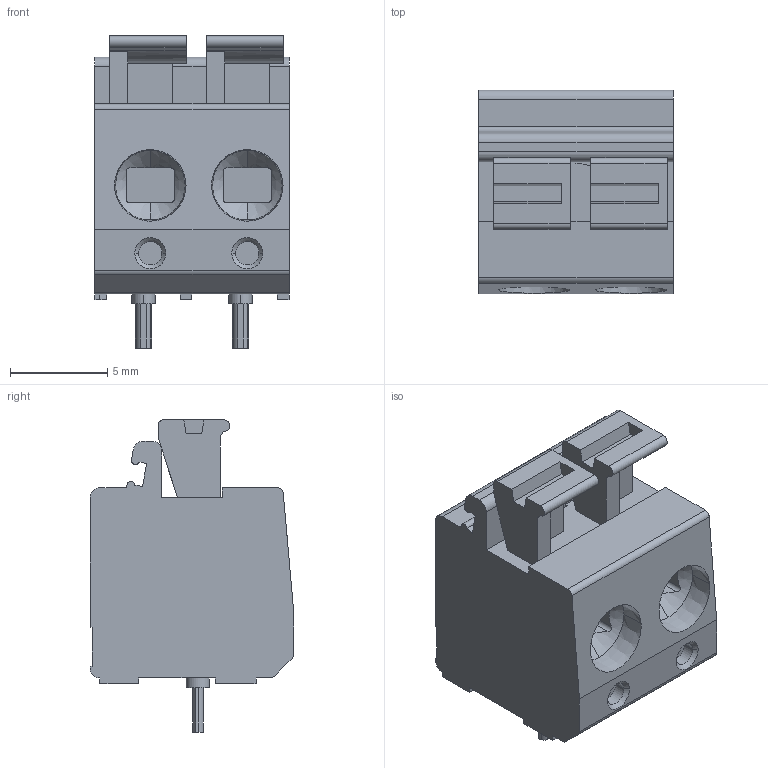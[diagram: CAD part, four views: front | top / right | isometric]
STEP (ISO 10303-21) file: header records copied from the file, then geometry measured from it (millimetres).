
FILE_DESCRIPTION((''),'2;1');
FILE_NAME('PHOENIX_1792863.stp','2014-03-24T13:31:20',(''),(''),'Mechanical Desktop 2011','Mechanical Desktop 2011',', , ');
FILE_SCHEMA(('AUTOMOTIVE_DESIGN { 1 2 10303 214 1 1 1 1 }'));
Length unit declared in the file: millimetre
Products named in the file (1): Product
Bounding box: 10 x 10.5 x 16.09 mm (x, y, z)
Volume: 1029.9 mm3; surface area: 957.5 mm2
Topology: 6 solids, 6 shells, 222 faces, 604 edges, 403 vertices
Faces by surface type: plane 136, cylinder 62, bspline 12, cone 12
Entity records: 7393 total; most frequent: CARTESIAN_POINT 1682, ORIENTED_EDGE 1208, DIRECTION 1136, EDGE_CURVE 604, VECTOR 438, LINE 438, VERTEX_POINT 403, AXIS2_PLACEMENT_3D 349
